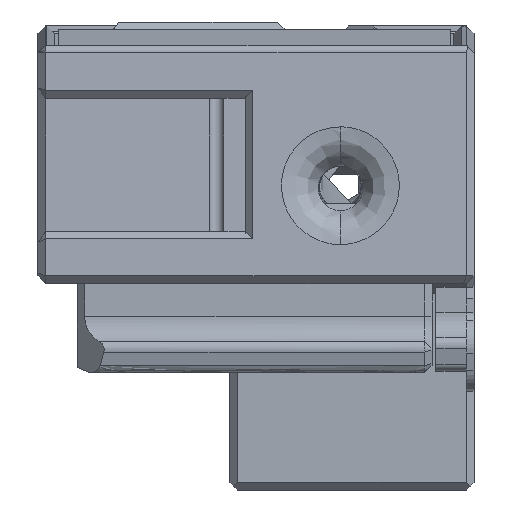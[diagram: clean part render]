
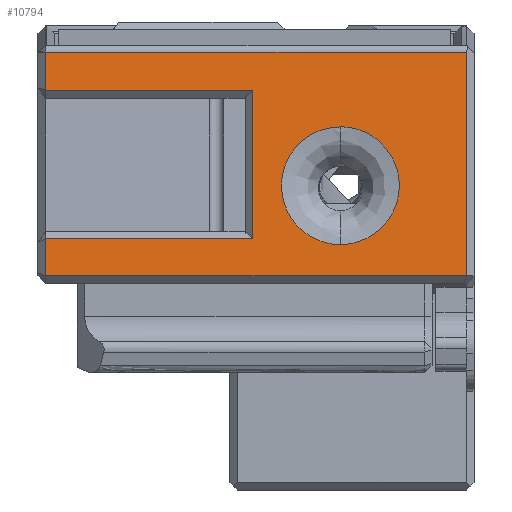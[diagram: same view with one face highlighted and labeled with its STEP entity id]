
A CAD part, left-side view. The second image highlights one B-rep face of the part: STEP entity #10794.
In plain terms, the highlighted planar face has unit normal (-0.998, 0, 0.07).
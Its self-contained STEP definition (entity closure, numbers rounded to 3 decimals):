
#53=FACE_BOUND('',#1740,.T.);
#526=B_SPLINE_CURVE_WITH_KNOTS('',3,(#14791,#14792,#14793,#14794,#14795,
#14796,#14797,#14798,#14799,#14800,#14801,#14802,#14803,#14804,#14805,#14806),
 .UNSPECIFIED.,.F.,.F.,(4,3,3,3,3,4),(0.,0.,0.143,
0.286,0.429,0.5),.UNSPECIFIED.);
#577=B_SPLINE_CURVE_WITH_KNOTS('',3,(#15793,#15794,#15795,#15796,#15797,
#15798,#15799,#15800,#15801,#15802,#15803,#15804,#15805,#15806,#15807,#15808),
 .UNSPECIFIED.,.F.,.F.,(4,3,3,3,3,4),(0.5,0.571,0.714,
0.857,0.97,1.),.UNSPECIFIED.);
#1120=FACE_OUTER_BOUND('',#1739,.T.);
#1739=EDGE_LOOP('',(#8248,#8249,#8250,#8251,#8252,#8253,#8254,#8255));
#1740=EDGE_LOOP('',(#8256,#8257));
#2344=LINE('',#18455,#3410);
#2345=LINE('',#18458,#3411);
#2347=LINE('',#18462,#3413);
#2350=LINE('',#18467,#3416);
#2458=LINE('',#21286,#3524);
#2472=LINE('',#21312,#3538);
#2602=LINE('',#22317,#3668);
#2603=LINE('',#22318,#3669);
#3410=VECTOR('',#12575,1000.);
#3411=VECTOR('',#12578,1000.);
#3413=VECTOR('',#12582,1000.);
#3416=VECTOR('',#12587,1000.);
#3524=VECTOR('',#12775,1000.);
#3538=VECTOR('',#12803,1000.);
#3668=VECTOR('',#13127,1000.);
#3669=VECTOR('',#13128,1000.);
#4256=VERTEX_POINT('',#14789);
#4257=VERTEX_POINT('',#14790);
#4563=VERTEX_POINT('',#18001);
#4614=VERTEX_POINT('',#18449);
#4616=VERTEX_POINT('',#18453);
#4617=VERTEX_POINT('',#18457);
#4618=VERTEX_POINT('',#18461);
#4619=VERTEX_POINT('',#18465);
#4694=VERTEX_POINT('',#21280);
#4807=VERTEX_POINT('',#22316);
#5292=EDGE_CURVE('',#4256,#4257,#526,.T.);
#5465=EDGE_CURVE('',#4257,#4256,#577,.T.);
#5744=EDGE_CURVE('',#4616,#4614,#2344,.T.);
#5745=EDGE_CURVE('',#4617,#4563,#2345,.T.);
#5747=EDGE_CURVE('',#4617,#4618,#2347,.T.);
#5750=EDGE_CURVE('',#4619,#4618,#2350,.T.);
#5901=EDGE_CURVE('',#4619,#4694,#2458,.T.);
#5915=EDGE_CURVE('',#4614,#4563,#2472,.T.);
#6098=EDGE_CURVE('',#4807,#4616,#2602,.T.);
#6099=EDGE_CURVE('',#4694,#4807,#2603,.T.);
#8248=ORIENTED_EDGE('',*,*,#5901,.F.);
#8249=ORIENTED_EDGE('',*,*,#5750,.T.);
#8250=ORIENTED_EDGE('',*,*,#5747,.F.);
#8251=ORIENTED_EDGE('',*,*,#5745,.T.);
#8252=ORIENTED_EDGE('',*,*,#5915,.F.);
#8253=ORIENTED_EDGE('',*,*,#5744,.F.);
#8254=ORIENTED_EDGE('',*,*,#6098,.F.);
#8255=ORIENTED_EDGE('',*,*,#6099,.F.);
#8256=ORIENTED_EDGE('',*,*,#5292,.F.);
#8257=ORIENTED_EDGE('',*,*,#5465,.F.);
#10271=PLANE('',#11481);
#10794=ADVANCED_FACE('',(#1120,#53),#10271,.T.);
#11481=AXIS2_PLACEMENT_3D('',#22315,#13125,#13126);
#12575=DIRECTION('',(0.,1.,0.));
#12578=DIRECTION('',(0.,1.,0.));
#12582=DIRECTION('',(0.07,0.,0.998));
#12587=DIRECTION('',(0.,-1.,0.));
#12775=DIRECTION('',(0.07,0.,0.998));
#12803=DIRECTION('',(0.07,0.,0.998));
#13125=DIRECTION('center_axis',(-0.998,0.,0.07));
#13126=DIRECTION('ref_axis',(0.,1.,0.));
#13127=DIRECTION('',(-0.07,0.,-0.998));
#13128=DIRECTION('',(0.,-1.,0.));
#14789=CARTESIAN_POINT('',(251.89,-5.9,18.04));
#14790=CARTESIAN_POINT('',(252.321,-5.901,24.212));
#14791=CARTESIAN_POINT('Ctrl Pts',(251.89,-5.9,18.04));
#14792=CARTESIAN_POINT('Ctrl Pts',(251.89,-5.9,18.04));
#14793=CARTESIAN_POINT('Ctrl Pts',(251.89,-5.9,18.04));
#14794=CARTESIAN_POINT('Ctrl Pts',(251.89,-5.9,18.04));
#14795=CARTESIAN_POINT('Ctrl Pts',(251.89,-6.824,18.04));
#14796=CARTESIAN_POINT('Ctrl Pts',(251.921,-7.743,18.481));
#14797=CARTESIAN_POINT('Ctrl Pts',(251.971,-8.316,19.201));
#14798=CARTESIAN_POINT('Ctrl Pts',(252.021,-8.89,19.92));
#14799=CARTESIAN_POINT('Ctrl Pts',(252.091,-9.117,20.916));
#14800=CARTESIAN_POINT('Ctrl Pts',(252.154,-8.912,21.815));
#14801=CARTESIAN_POINT('Ctrl Pts',(252.216,-8.707,22.714));
#14802=CARTESIAN_POINT('Ctrl Pts',(252.272,-8.07,23.514));
#14803=CARTESIAN_POINT('Ctrl Pts',(252.3,-7.241,23.913));
#14804=CARTESIAN_POINT('Ctrl Pts',(252.314,-6.826,24.113));
#14805=CARTESIAN_POINT('Ctrl Pts',(252.321,-6.364,24.212));
#14806=CARTESIAN_POINT('Ctrl Pts',(252.321,-5.901,24.212));
#15793=CARTESIAN_POINT('Ctrl Pts',(252.321,-5.901,24.212));
#15794=CARTESIAN_POINT('Ctrl Pts',(252.321,-5.438,24.211));
#15795=CARTESIAN_POINT('Ctrl Pts',(252.314,-4.975,24.111));
#15796=CARTESIAN_POINT('Ctrl Pts',(252.3,-4.56,23.911));
#15797=CARTESIAN_POINT('Ctrl Pts',(252.272,-3.729,23.511));
#15798=CARTESIAN_POINT('Ctrl Pts',(252.216,-3.09,22.713));
#15799=CARTESIAN_POINT('Ctrl Pts',(252.154,-2.885,21.815));
#15800=CARTESIAN_POINT('Ctrl Pts',(252.091,-2.681,20.918));
#15801=CARTESIAN_POINT('Ctrl Pts',(252.021,-2.911,19.921));
#15802=CARTESIAN_POINT('Ctrl Pts',(251.971,-3.485,19.201));
#15803=CARTESIAN_POINT('Ctrl Pts',(251.931,-3.94,18.631));
#15804=CARTESIAN_POINT('Ctrl Pts',(251.903,-4.61,18.235));
#15805=CARTESIAN_POINT('Ctrl Pts',(251.894,-5.329,18.096));
#15806=CARTESIAN_POINT('Ctrl Pts',(251.891,-5.517,18.059));
#15807=CARTESIAN_POINT('Ctrl Pts',(251.89,-5.708,18.04));
#15808=CARTESIAN_POINT('Ctrl Pts',(251.89,-5.9,18.04));
#18001=CARTESIAN_POINT('',(251.911,9.55,18.345));
#18449=CARTESIAN_POINT('',(251.775,9.55,16.4));
#18453=CARTESIAN_POINT('',(251.775,-12.5,16.4));
#18455=CARTESIAN_POINT('',(251.775,-12.5,16.4));
#18457=CARTESIAN_POINT('',(251.911,-1.3,18.345));
#18458=CARTESIAN_POINT('',(251.911,-1.3,18.345));
#18461=CARTESIAN_POINT('',(252.455,-1.3,26.125));
#18462=CARTESIAN_POINT('',(251.911,-1.3,18.345));
#18465=CARTESIAN_POINT('',(252.454,9.553,26.128));
#18467=CARTESIAN_POINT('',(252.455,9.55,26.125));
#21280=CARTESIAN_POINT('',(252.595,9.555,28.128));
#21286=CARTESIAN_POINT('',(252.456,9.555,26.132));
#21312=CARTESIAN_POINT('',(251.775,9.55,16.4));
#22315=CARTESIAN_POINT('Origin',(252.595,9.95,28.128));
#22316=CARTESIAN_POINT('',(252.595,-12.5,28.128));
#22317=CARTESIAN_POINT('',(252.595,-12.5,28.128));
#22318=CARTESIAN_POINT('',(252.595,9.555,28.128));
